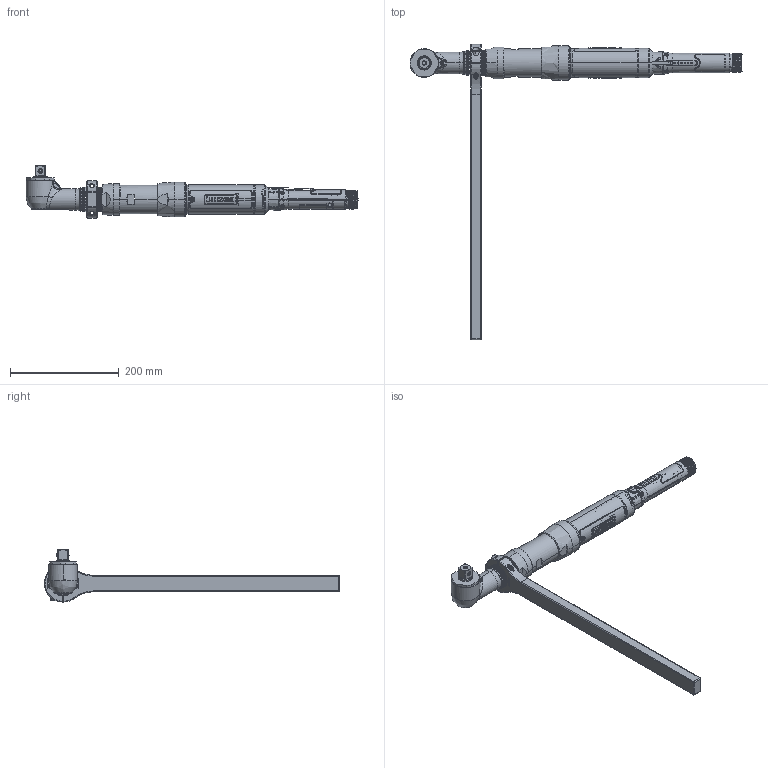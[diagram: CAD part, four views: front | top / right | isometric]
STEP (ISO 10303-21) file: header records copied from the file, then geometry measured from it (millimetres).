
FILE_DESCRIPTION((''),'2;1');
FILE_NAME('EB45LA26-165_','2016-04-12T',('DMG0713'),(''),'PRO/ENGINEER BY PARAMETRIC TECHNOLOGY CORPORATION, 2010430','PRO/ENGINEER BY PARAMETRIC TECHNOLOGY CORPORATION, 2010430','');
FILE_SCHEMA(('CONFIG_CONTROL_DESIGN'));
Products named in the file (1): EB45LA26-165_
Bounding box: 609.87 x 542.12 x 95.93 mm (x, y, z)
Surface area: 213685.1 mm2 (no closed solid volume)
Topology: 0 solids, 266 shells, 937 faces, 5455 edges, 4700 vertices
Faces by surface type: cylinder 384, bspline 210, plane 197, cone 68, torus 50, extrusion 20, sphere 8
Entity records: 81044 total; most frequent: CARTESIAN_POINT 44309, ORIENTED_EDGE 6607, DIRECTION 6268, EDGE_CURVE 5451, VERTEX_POINT 4700, VECTOR 2160, LINE 2140, AXIS2_PLACEMENT_3D 2054
